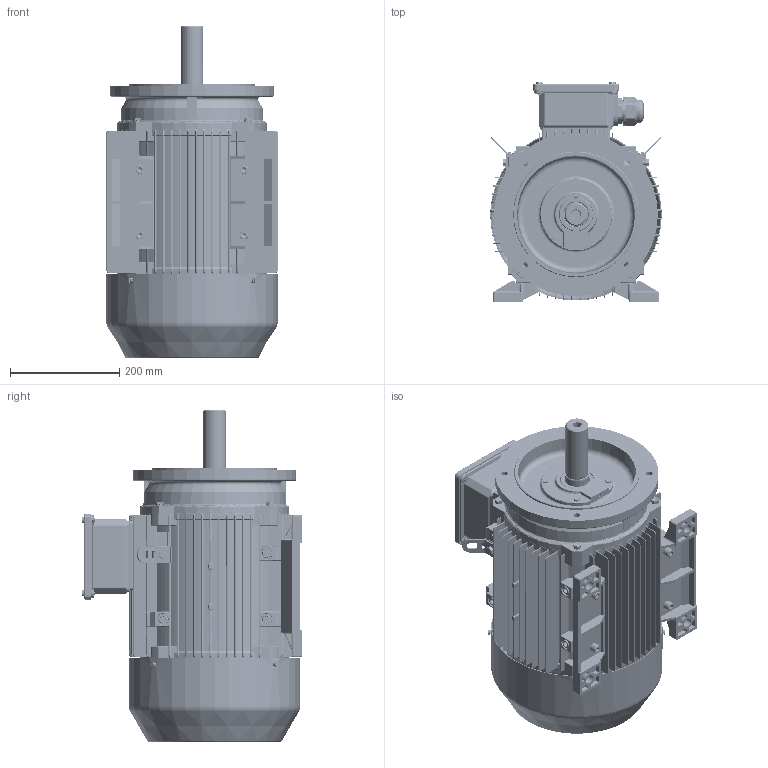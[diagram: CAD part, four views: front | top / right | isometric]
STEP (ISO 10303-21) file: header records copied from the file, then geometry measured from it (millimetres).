
FILE_DESCRIPTION(/* description */ (''),/* implementation_level */ '2;1');
FILE_NAME(/* name */ 'JL-160M-B34B.stp',/* time_stamp */ '2018-12-30T15:38:03+08:00',/* author */ (''),/* organization */ (''),/* preprocessor_version */ 'ST-DEVELOPER v16.7',/* originating_system */ 'SIEMENS PLM Software NX 12.0',/* authorisation */ '');
FILE_SCHEMA (('AP203_CONFIGURATION_CONTROLLED_3D_DESIGN_OF_MECHANICAL_PARTS_AND_ASSEMBLIES_MIM_LF { 1 0 10303 403 2 1 2}'));
Products named in the file (1): JL-160M-B34B
Bounding box: 316 x 402.7 x 607.97 mm (x, y, z)
Volume: 7615523.8 mm3; surface area: 2699944.1 mm2
Topology: 72 solids, 72 shells, 9075 faces, 23389 edges, 14731 vertices
Faces by surface type: plane 4082, cylinder 2297, bspline 1313, torus 844, cone 297, sphere 242
Full cylindrical faces by diameter (mm): 4.48 x5, 5 x7, 5.3 x5, 5.35 x4, 6 x4, 7.188 x8, 8 x15, 8.58 x2, 9.1 x8, 10 x13, 12 x4, 12.1 x2, 14.785 x2, 16 x5, 18 x2, 27.5 x2, 32.5 x4, 38.75 x12, 40 x4, 41.25 x12, 43.125 x2, 45 x2, 53.125 x2, 62 x2, 100.01 x1, 132 x1, 230 x1, 260 x1, 263 x3, 300 x1
Entity records: 335058 total; most frequent: CARTESIAN_POINT 127616, ORIENTED_EDGE 45922, DIRECTION 38334, EDGE_CURVE 22961, VERTEX_POINT 14578, AXIS2_PLACEMENT_3D 12943, LINE 12448, VECTOR 12448
